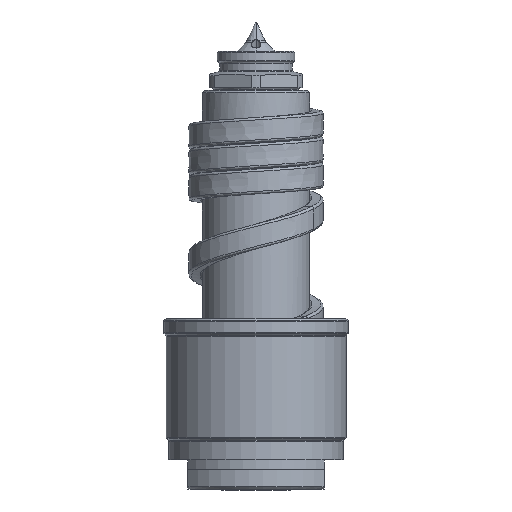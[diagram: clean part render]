
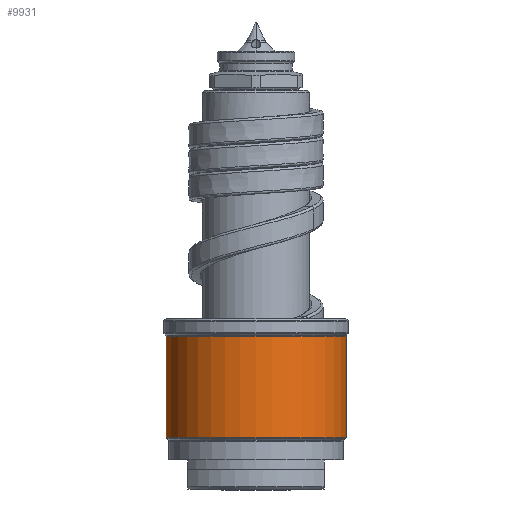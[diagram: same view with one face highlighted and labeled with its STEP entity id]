
A CAD part, front view. The second image highlights one B-rep face of the part: STEP entity #9931.
In plain terms, the highlighted cylindrical face has radius 18.5 mm (diameter 37 mm), a partial arc.
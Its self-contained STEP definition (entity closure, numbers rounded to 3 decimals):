
#2993=CARTESIAN_POINT('',(0.,0.,10.583));
#2994=DIRECTION('',(0.,0.,1.));
#2995=DIRECTION('',(-1.,0.,0.));
#2996=AXIS2_PLACEMENT_3D('',#2993,#2994,#2995);
#2998=DIRECTION('',(0.,0.,-1.));
#2999=VECTOR('',#2998,20.834);
#3000=CARTESIAN_POINT('',(-18.5,0.,31.417));
#3001=LINE('',#3000,#2999);
#3002=CARTESIAN_POINT('',(0.,0.,31.417));
#3003=DIRECTION('',(0.,0.,1.));
#3004=DIRECTION('',(-1.,0.,0.));
#3005=AXIS2_PLACEMENT_3D('',#3002,#3003,#3004);
#3007=DIRECTION('',(0.,0.,-1.));
#3008=VECTOR('',#3007,20.834);
#3009=CARTESIAN_POINT('',(18.5,0.,31.417));
#3010=LINE('',#3009,#3008);
#5828=CARTESIAN_POINT('',(18.5,0.,31.417));
#5829=CARTESIAN_POINT('',(-18.5,0.,31.417));
#5830=VERTEX_POINT('',#5828);
#5831=VERTEX_POINT('',#5829);
#5854=CARTESIAN_POINT('',(18.5,0.,10.583));
#5855=VERTEX_POINT('',#5854);
#5856=CARTESIAN_POINT('',(-18.5,0.,10.583));
#5857=VERTEX_POINT('',#5856);
#9919=CARTESIAN_POINT('',(0.,0.,8.75));
#9920=DIRECTION('',(0.,0.,1.));
#9921=DIRECTION('',(-1.,0.,0.));
#9922=AXIS2_PLACEMENT_3D('',#9919,#9920,#9921);
#9923=CYLINDRICAL_SURFACE('',#9922,18.5);
#9924=ORIENTED_EDGE('',*,*,#8004,.F.);
#9925=ORIENTED_EDGE('',*,*,#7985,.F.);
#9927=ORIENTED_EDGE('',*,*,#9926,.T.);
#9928=ORIENTED_EDGE('',*,*,#7981,.T.);
#9929=EDGE_LOOP('',(#9924,#9925,#9927,#9928));
#9930=FACE_OUTER_BOUND('',#9929,.F.);
#2997=CIRCLE('',#2996,18.5);
#3006=CIRCLE('',#3005,18.5);
#7981=EDGE_CURVE('',#5830,#5855,#3010,.T.);
#7985=EDGE_CURVE('',#5831,#5857,#3001,.T.);
#8004=EDGE_CURVE('',#5857,#5855,#2997,.T.);
#9926=EDGE_CURVE('',#5831,#5830,#3006,.T.);
#9931=ADVANCED_FACE('',(#9930),#9923,.T.);
